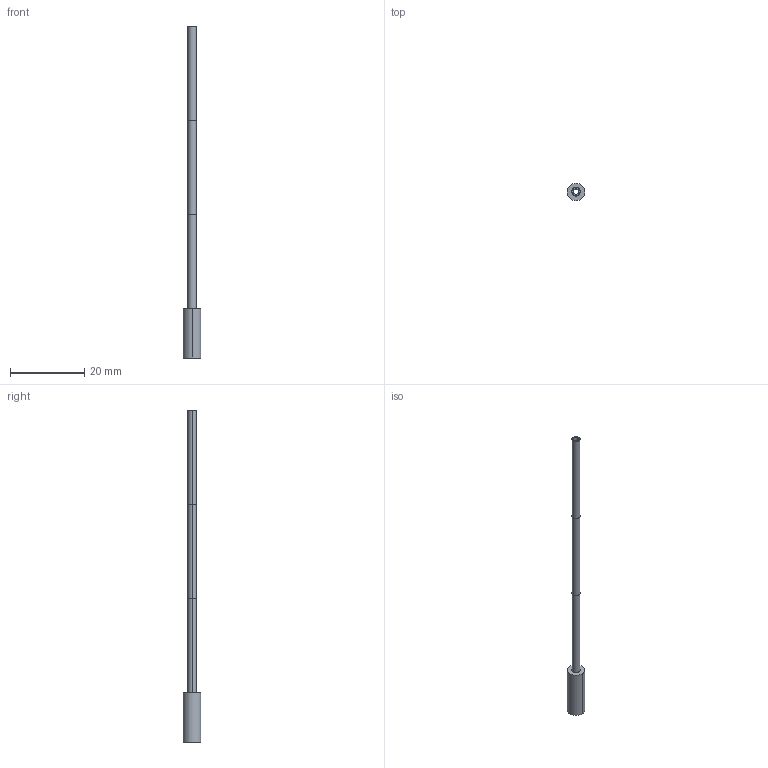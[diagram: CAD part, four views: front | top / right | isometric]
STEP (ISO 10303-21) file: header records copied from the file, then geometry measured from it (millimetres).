
FILE_DESCRIPTION((''),'2;1');
FILE_NAME('193318_ASM','2016-11-17T',('pdmadmin'),('BANNER ENGINEERING'),'CREO PARAMETRIC BY PTC INC, 2016260','CREO PARAMETRIC BY PTC INC, 2016260','');
FILE_SCHEMA(('CONFIG_CONTROL_DESIGN'));
Length unit declared in the file: inch
Products named in the file (4): 39213_FT; 39681; 41542_ASM; 193318_ASM
Assembly tree (5 placements, depth 3):
  193318_ASM
    41542_ASM
      39213_FT
      39681  x3
Bounding box: 4.75 x 4.75 x 89.41 mm (x, y, z)
Volume: 344.4 mm3; surface area: 1215.7 mm2
Topology: 4 solids, 4 shells, 28 faces, 56 edges, 36 vertices
Faces by surface type: cylinder 18, plane 8, cone 2
Entity records: 578 total; most frequent: DIRECTION 110, CARTESIAN_POINT 81, ORIENTED_EDGE 64, AXIS2_PLACEMENT_3D 49, EDGE_CURVE 32, VERTEX_POINT 20, EDGE_LOOP 20, CIRCLE 20
